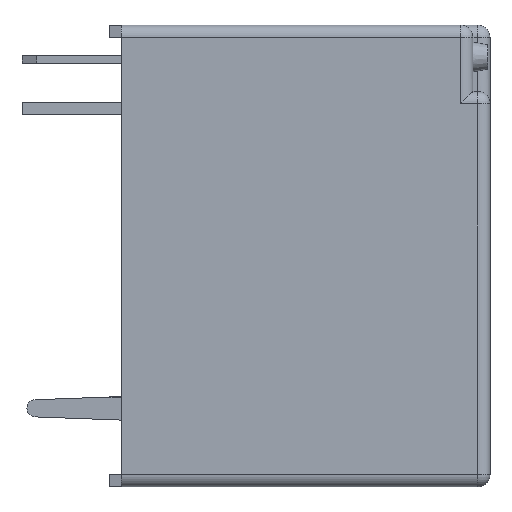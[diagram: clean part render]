
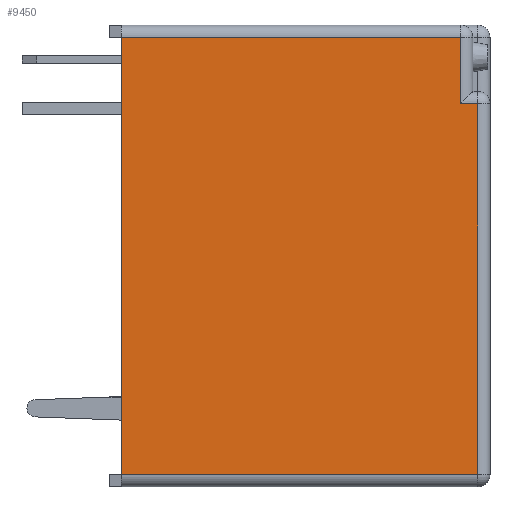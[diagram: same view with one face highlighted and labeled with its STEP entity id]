
A CAD part, left-side view. The second image highlights one B-rep face of the part: STEP entity #9450.
In plain terms, the highlighted planar face has unit normal (-1, 0, 0).
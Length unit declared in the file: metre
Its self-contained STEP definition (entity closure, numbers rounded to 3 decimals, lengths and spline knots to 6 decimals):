
#174=PLANE('',#12788);
#2049=ORIENTED_EDGE('',*,*,#4348,.F.);
#2050=ORIENTED_EDGE('',*,*,#4284,.T.);
#2051=ORIENTED_EDGE('',*,*,#4349,.F.);
#2052=ORIENTED_EDGE('',*,*,#4350,.F.);
#2053=ORIENTED_EDGE('',*,*,#4279,.T.);
#2054=ORIENTED_EDGE('',*,*,#4294,.T.);
#4279=EDGE_CURVE('',#5479,#5477,#6319,.T.);
#4284=EDGE_CURVE('',#5484,#5483,#6322,.T.);
#4294=EDGE_CURVE('',#5477,#5491,#6330,.T.);
#4348=EDGE_CURVE('',#5484,#5491,#6368,.T.);
#4349=EDGE_CURVE('',#5500,#5483,#6369,.T.);
#4350=EDGE_CURVE('',#5479,#5500,#6370,.T.);
#5477=VERTEX_POINT('',#16969);
#5479=VERTEX_POINT('',#16972);
#5483=VERTEX_POINT('',#16981);
#5484=VERTEX_POINT('',#16983);
#5491=VERTEX_POINT('',#17000);
#5500=VERTEX_POINT('',#17025);
#6319=LINE('',#16971,#7274);
#6322=LINE('',#16982,#7277);
#6330=LINE('',#17002,#7285);
#6368=LINE('',#17115,#7323);
#6369=LINE('',#17116,#7324);
#6370=LINE('',#17117,#7325);
#7274=VECTOR('',#14194,1.);
#7277=VECTOR('',#14203,1.);
#7285=VECTOR('',#14217,1.);
#7323=VECTOR('',#14319,1.);
#7324=VECTOR('',#14320,1.);
#7325=VECTOR('',#14321,1.);
#8160=EDGE_LOOP('',(#2049,#2050,#2051,#2052,#2053,#2054));
#8720=FACE_BOUND('',#8160,.T.);
#9450=ADVANCED_FACE('',(#8720),#174,.T.);
#12788=AXIS2_PLACEMENT_3D('',#17114,#14317,#14318);
#14194=DIRECTION('',(0.,1.,0.));
#14203=DIRECTION('',(0.,0.,-1.));
#14217=DIRECTION('',(0.,0.,1.));
#14317=DIRECTION('',(-1.,0.,0.));
#14318=DIRECTION('',(0.,0.,1.));
#14319=DIRECTION('',(0.,-1.,0.));
#14320=DIRECTION('',(0.,1.,0.));
#14321=DIRECTION('',(0.,0.,-1.));
#16969=CARTESIAN_POINT('',(-0.00117,-0.00375,0.0068));
#16971=CARTESIAN_POINT('',(-0.00117,-0.00495,0.0068));
#16972=CARTESIAN_POINT('',(-0.00117,-0.00445,0.0068));
#16981=CARTESIAN_POINT('',(-0.00117,0.01005,-0.0083));
#16982=CARTESIAN_POINT('',(-0.00117,0.01005,0.0006));
#16983=CARTESIAN_POINT('',(-0.00117,0.01005,0.0095));
#17000=CARTESIAN_POINT('',(-0.00117,-0.00375,0.0095));
#17002=CARTESIAN_POINT('',(-0.00117,-0.00375,0.0006));
#17025=CARTESIAN_POINT('',(-0.00117,-0.00445,-0.0083));
#17114=CARTESIAN_POINT('',(-0.00117,-0.00495,0.0006));
#17115=CARTESIAN_POINT('',(-0.00117,-0.00495,0.0095));
#17116=CARTESIAN_POINT('',(-0.00117,-0.00495,-0.0083));
#17117=CARTESIAN_POINT('',(-0.00117,-0.00445,0.0006));
